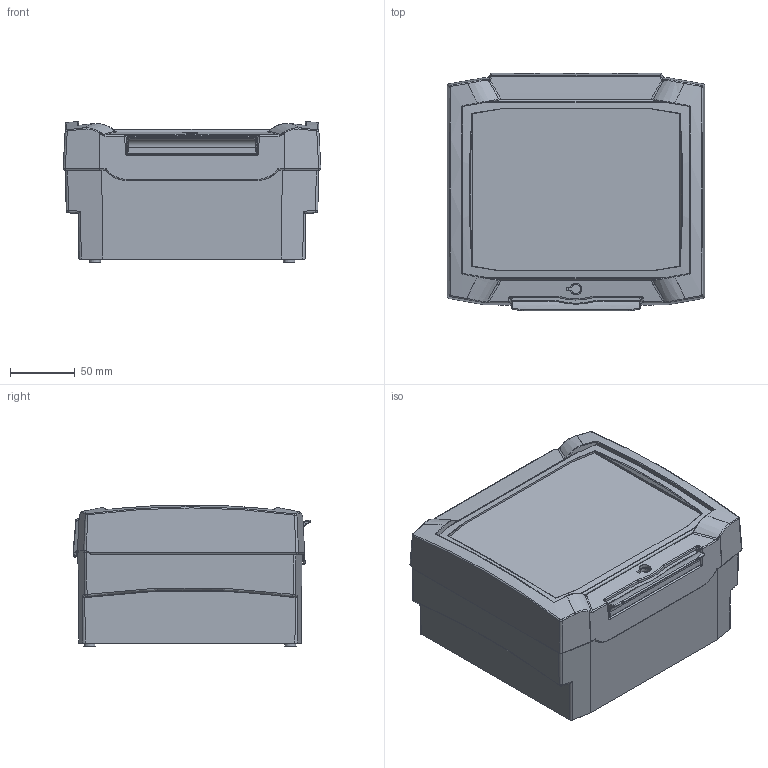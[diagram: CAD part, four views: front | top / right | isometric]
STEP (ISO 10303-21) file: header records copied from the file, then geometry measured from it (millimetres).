
FILE_DESCRIPTION(/* description */ (''),/* implementation_level */ '2;1');
FILE_NAME(/* name */ '2604182_3D.stp',/* time_stamp */ '2018-07-11T16:25:02+02:00',/* author */ ('haertel'),/* organization */ (''),/* preprocessor_version */ 'ST-DEVELOPER v16.13',/* originating_system */ 'Autodesk Inventor 2018',/* authorisation */ '');
FILE_SCHEMA (('AUTOMOTIVE_DESIGN { 1 0 10303 214 3 1 1 }'));
Products named in the file (6): 2604182_3D; PART11; PART1AAAA; 1011386_3D-test-2; 1008955_3Dsym; PART13
Assembly tree (5 placements, depth 2):
  2604182_3D
    PART11
    PART1AAAA
    1011386_3D-test-2
    1008955_3Dsym
    PART13
Bounding box: 199 x 183.65 x 109.49 mm (x, y, z)
Volume: 526415.1 mm3; surface area: 408679.1 mm2
Topology: 5 solids, 5 shells, 2888 faces, 7726 edges, 4853 vertices
Faces by surface type: plane 1458, cylinder 650, bspline 417, cone 201, sphere 143, torus 19
Full cylindrical faces by diameter (mm): 2 x2, 2.15 x8, 5.2 x4
Entity records: 127670 total; most frequent: CARTESIAN_POINT 56168, ORIENTED_EDGE 14996, DIRECTION 14154, EDGE_CURVE 7498, AXIS2_PLACEMENT_3D 4945, VERTEX_POINT 4840, LINE 4264, VECTOR 4264
